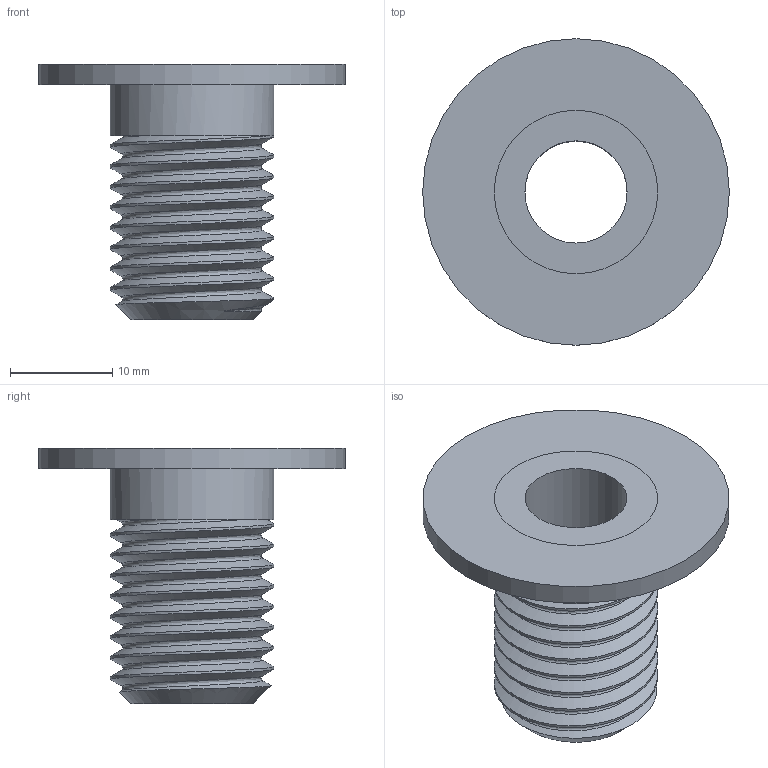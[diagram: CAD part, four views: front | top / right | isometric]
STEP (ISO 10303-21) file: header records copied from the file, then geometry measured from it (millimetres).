
FILE_DESCRIPTION(('FreeCAD Model'),'2;1');
FILE_NAME('Open CASCADE Shape Model','2023-08-15T12:47:14',(''),(''), 'Open CASCADE STEP processor 7.6','FreeCAD','Unknown');
FILE_SCHEMA(('AUTOMOTIVE_DESIGN { 1 0 10303 214 1 1 1 1 }'));
Length unit declared in the file: millimetre
Products named in the file (1): Cut
Bounding box: 30 x 30 x 25 mm (x, y, z)
Volume: 3488.4 mm3; surface area: 3798 mm2
Topology: 1 solids, 1 shells, 49 faces, 97 edges, 52 vertices
Faces by surface type: bspline 29, cylinder 13, plane 5, cone 2
Full cylindrical faces by diameter (mm): 10 x1, 16 x9, 30 x1
Entity records: 8358 total; most frequent: CARTESIAN_POINT 6724, ORIENTED_EDGE 194, PCURVE 194, DEFINITIONAL_REPRESENTATION 194, DIRECTION 174, B_SPLINE_CURVE_WITH_KNOTS 151, LINE 100, VECTOR 100
